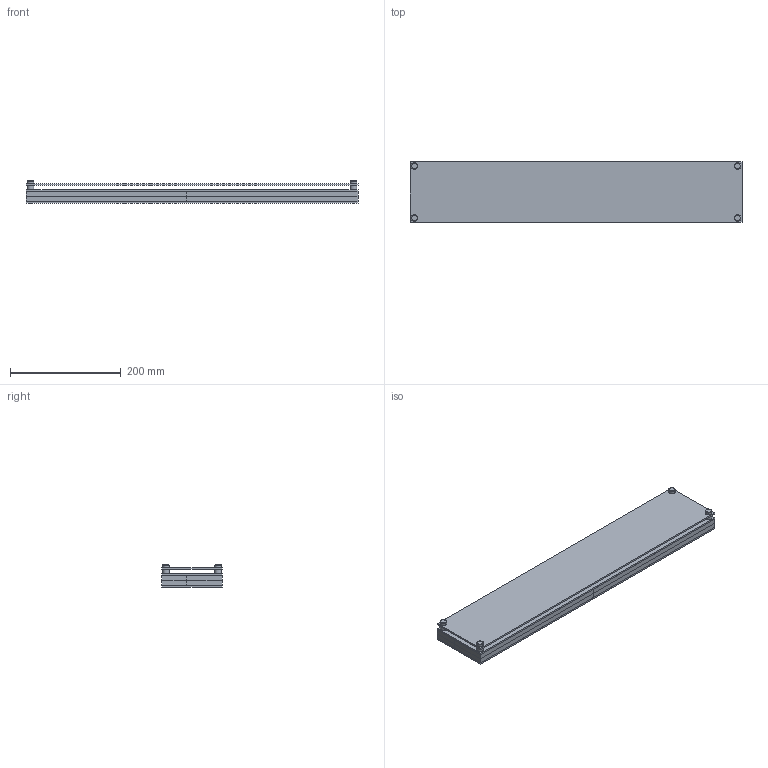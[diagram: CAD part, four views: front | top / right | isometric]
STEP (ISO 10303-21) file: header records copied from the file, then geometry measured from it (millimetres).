
FILE_DESCRIPTION(/* description */ ('STEP AP242','CAx-IF Rec.Pracs.---Representation and Presentation of Product Manufacturing Information (PMI)---4.0---2014-10-13','CAx-IF Rec.Pracs.---3D Tessellated Geometry---0.4---2014-09-14','2;1'),/* implementation_level */ '2;1');
FILE_NAME(/* name */ '657b098d7a79fb4bf23a1a05',/* time_stamp */ '2023-12-14T13:56:30Z',/* author */ (''),/* organization */ (''),/* preprocessor_version */ 'ST-DEVELOPER v19.4',/* originating_system */ ' ',/* authorisation */ ' ');
FILE_SCHEMA (('AP242_MANAGED_MODEL_BASED_3D_ENGINEERING_MIM_LF { 1 0 10303 442 1 1 4 }'));
Length unit declared in the file: metre
Products named in the file (19): id2; id5; id8; id11; id14; id17; id20; id23; Part 3; Acrylic-bottom; id32; id35; id38; id41; id44; id47; id50; id53; Acrylic-Top
Bounding box: 600 x 110 x 40 mm (x, y, z)
Volume: 628530.6 mm3; surface area: 421420.5 mm2
Topology: 19 solids, 19 shells, 182 faces, 436 edges, 292 vertices
Faces by surface type: plane 134, cylinder 44, torus 4
Full cylindrical faces by diameter (mm): 4 x12, 8 x4, 12 x12, 12.1 x4
Entity records: 5473 total; most frequent: DIRECTION 886, CARTESIAN_POINT 877, ORIENTED_EDGE 784, EDGE_CURVE 392, LINE 300, VECTOR 300, AXIS2_PLACEMENT_3D 293, VERTEX_POINT 284
